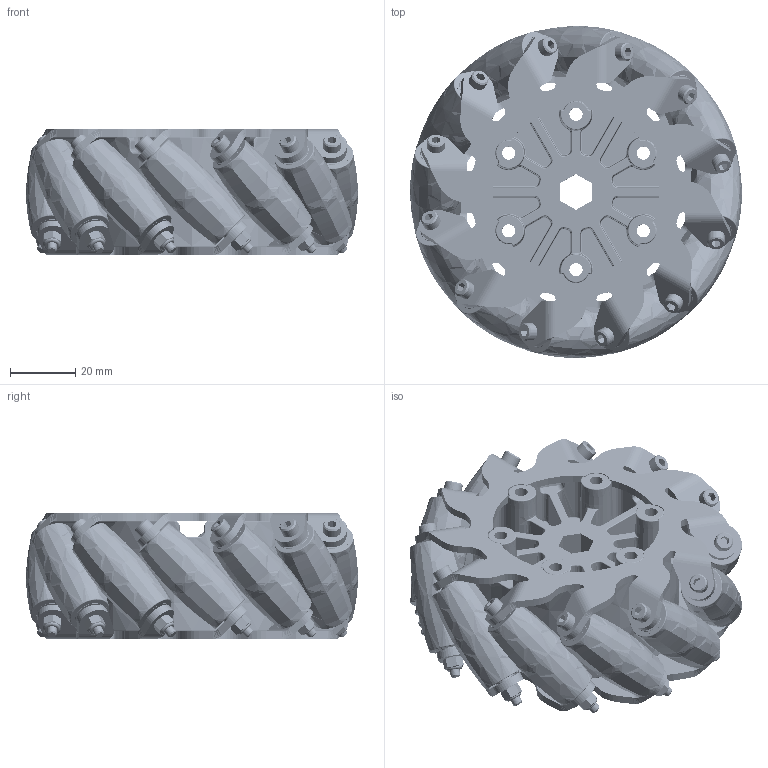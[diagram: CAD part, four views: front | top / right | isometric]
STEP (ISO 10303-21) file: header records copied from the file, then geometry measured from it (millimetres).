
FILE_DESCRIPTION (( 'STEP AP214' ), '1' );
FILE_NAME ('am-4735R 4in BB Mecanum Right 0375H Bore.STEP', '2022-10-06T11:47:02', ( '' ), ( '' ), 'SwSTEP 2.0', 'SolidWorks 2022', '' );
FILE_SCHEMA (( 'AUTOMOTIVE_DESIGN' ));
Length unit declared in the file: inch
Products named in the file (10): 4IN BB Mecanum Roller Core; 4in Mecanum Unibody Core_375 Hex Bore; am-1023 M3 x 0.5 Nylock Nut; 4IN BB Mecanum Roller Skin; am-3681 3-16 in ID 3-8 in OD Shielded Bearing Extended Inner Race_57155K384; 4IN BB Mecanum Roller Assy_Extended Inner Race Bearing; SHCS M3 x 45mm; am-4764 4IN BB Mecanum Axle Sleeve; am-4734R_plate 4in BB Mecanum Right Plate; am-4735R 4in BB Mecanum Right 0375H Bore
Assembly tree (22 placements, depth 3):
  am-4735R 4in BB Mecanum Right 0375H Bore
    4in Mecanum Unibody Core_375 Hex Bore
    am-4734R_plate 4in BB Mecanum Right Plate  x2
    4IN BB Mecanum Roller Assy_Extended Inner Race Bearing  x12
      am-4764 4IN BB Mecanum Axle Sleeve
      4IN BB Mecanum Roller Core
      4IN BB Mecanum Roller Skin
      SHCS M3 x 45mm
      am-1023 M3 x 0.5 Nylock Nut
      am-3681 3-16 in ID 3-8 in OD Shielded Bearing Extended Inner Race_57155K384
Bounding box: 101.72 x 101.72 x 38.57 mm (x, y, z)
Volume: 145844.1 mm3; surface area: 145413.6 mm2
Topology: 447 solids, 447 shells, 4119 faces, 10028 edges, 6264 vertices
Faces by surface type: cylinder 1218, plane 853, sphere 602, torus 523, bspline 504, cone 419
Entity records: 61651 total; most frequent: CARTESIAN_POINT 24929, ORIENTED_EDGE 7784, DIRECTION 7293, EDGE_CURVE 3892, AXIS2_PLACEMENT_3D 3180, VERTEX_POINT 2298, CIRCLE 1957, EDGE_LOOP 1706
